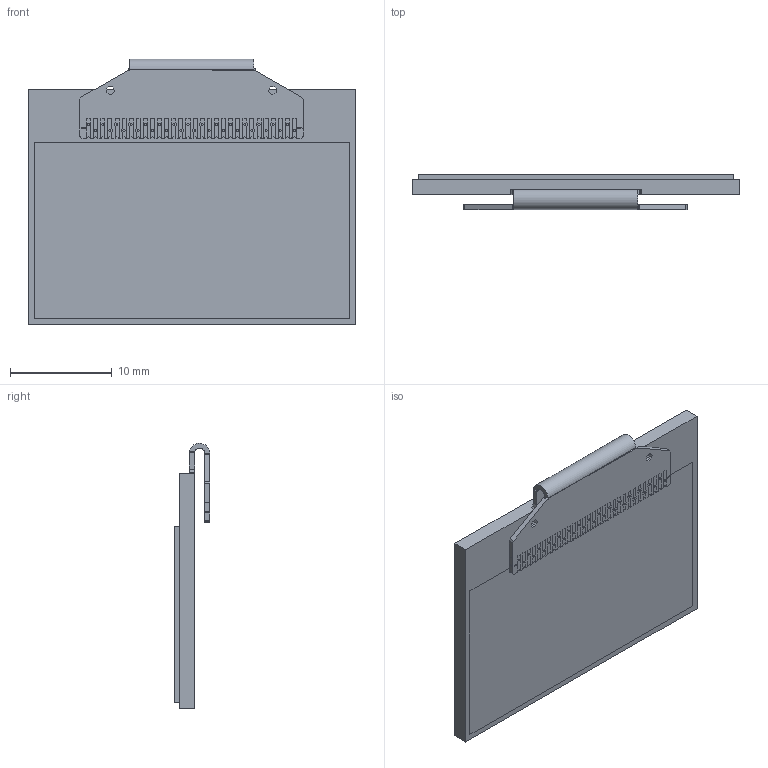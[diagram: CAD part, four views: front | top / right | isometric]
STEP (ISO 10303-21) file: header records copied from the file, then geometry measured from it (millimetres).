
FILE_DESCRIPTION(/* description */ (''),/* implementation_level */ '2;1');
FILE_NAME(/* name */ 'OLED_SSD1306-128x64_folded.step',/* time_stamp */ '2022-03-12T19:31:05-07:00',/* author */ (''),/* organization */ (''),/* preprocessor_version */ 'ST-DEVELOPER v18.1',/* originating_system */ 'Autodesk Translation Framework v10.13.0.1454',/* authorisation */ '');
FILE_SCHEMA (('AUTOMOTIVE_DESIGN { 1 0 10303 214 3 1 1 }'));
Length unit declared in the file: millimetre
Products named in the file (1): SSD1306
Bounding box: 32.24 x 3.5 x 26.16 mm (x, y, z)
Volume: 1483.8 mm3; surface area: 2565.1 mm2
Topology: 35 solids, 35 shells, 1306 faces, 3708 edges, 2472 vertices
Faces by surface type: plane 1296, cylinder 10
Entity records: 41673 total; most frequent: CARTESIAN_POINT 7487, ORIENTED_EDGE 7416, DIRECTION 6342, EDGE_CURVE 3708, LINE 3688, VECTOR 3688, VERTEX_POINT 2472, EDGE_LOOP 1372
